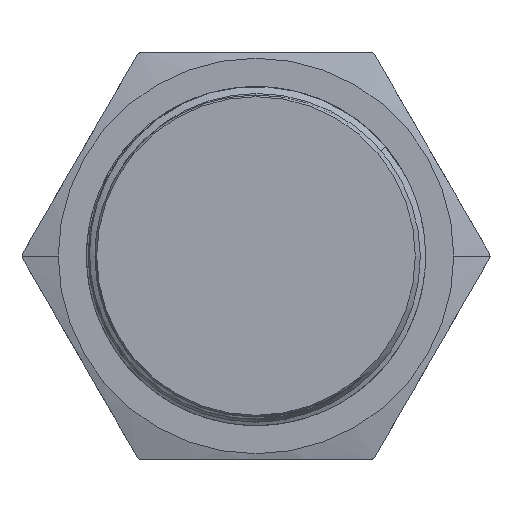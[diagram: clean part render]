
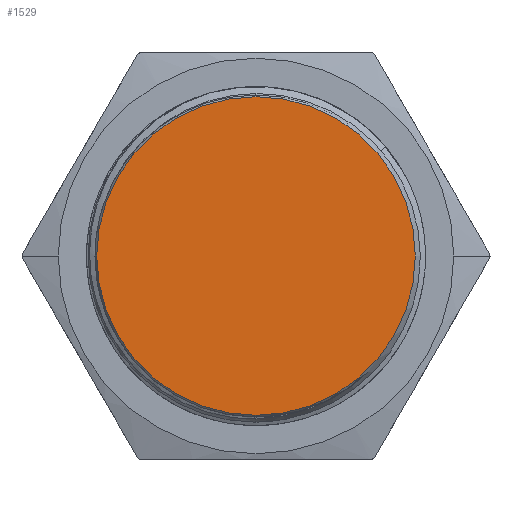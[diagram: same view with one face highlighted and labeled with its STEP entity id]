
A CAD part, front view. The second image highlights one B-rep face of the part: STEP entity #1529.
In plain terms, the highlighted planar face has unit normal (0, -1, 0).
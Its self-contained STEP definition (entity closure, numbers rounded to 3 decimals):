
#585=PLANE('',#16711);
#1529=ADVANCED_FACE('',(#2399),#585,.F.);
#2399=FACE_OUTER_BOUND('',#3257,.T.);
#3257=EDGE_LOOP('',(#6929,#6930));
#3970=CIRCLE('',#16552,14.1);
#4020=CIRCLE('',#16708,14.1);
#6929=ORIENTED_EDGE('',*,*,#13239,.F.);
#6930=ORIENTED_EDGE('',*,*,#12827,.F.);
#11151=VERTEX_POINT('',#21386);
#11152=VERTEX_POINT('',#21388);
#12827=EDGE_CURVE('',#11151,#11152,#3970,.T.);
#13239=EDGE_CURVE('',#11152,#11151,#4020,.T.);
#16552=AXIS2_PLACEMENT_3D('',#21387,#17892,#17893);
#16708=AXIS2_PLACEMENT_3D('',#34913,#18301,#18302);
#16711=AXIS2_PLACEMENT_3D('',#35002,#18307,#18308);
#17892=DIRECTION('',(0.,1.,0.));
#17893=DIRECTION('',(0.,0.,1.));
#18301=DIRECTION('',(0.,1.,0.));
#18302=DIRECTION('',(0.,0.,-1.));
#18307=DIRECTION('',(0.,1.,0.));
#18308=DIRECTION('',(1.,0.,0.));
#21386=CARTESIAN_POINT('',(0.,0.,14.1));
#21387=CARTESIAN_POINT('',(0.,0.,0.));
#21388=CARTESIAN_POINT('',(0.,0.,-14.1));
#34913=CARTESIAN_POINT('',(0.,0.,0.));
#35002=CARTESIAN_POINT('',(0.,0.,0.));
